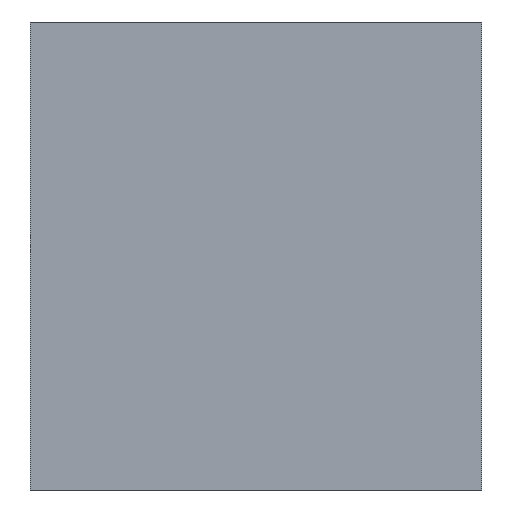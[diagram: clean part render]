
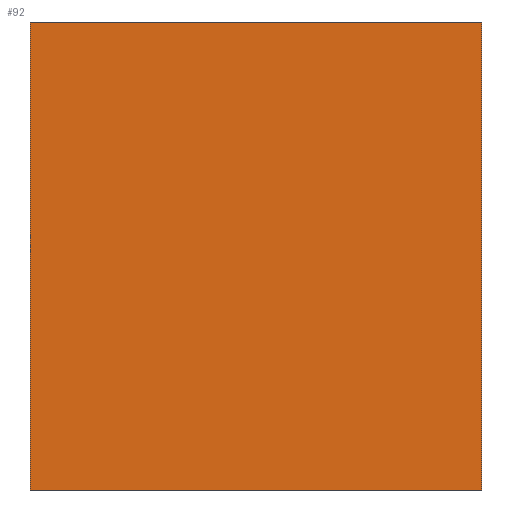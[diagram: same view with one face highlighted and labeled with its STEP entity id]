
A CAD part, front view. The second image highlights one B-rep face of the part: STEP entity #92.
In plain terms, the highlighted planar face has unit normal (0, -1, 0).
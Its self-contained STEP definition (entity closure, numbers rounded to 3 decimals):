
#16 = VECTOR ( 'NONE', #647, 1000. ) ;
#27 = VECTOR ( 'NONE', #70, 1000. ) ;
#40 = ORIENTED_EDGE ( 'NONE', *, *, #725, .F. ) ;
#70 = DIRECTION ( 'NONE',  ( -1., 0., 0. ) ) ;
#92 = ADVANCED_FACE ( 'NONE', ( #285 ), #663, .F. ) ;
#131 = CARTESIAN_POINT ( 'NONE',  ( -86.529, -32., -38.633 ) ) ;
#139 = VERTEX_POINT ( 'NONE', #720 ) ;
#143 = CARTESIAN_POINT ( 'NONE',  ( -86.529, -32., -38.633 ) ) ;
#165 = LINE ( 'NONE', #821, #231 ) ;
#180 = CARTESIAN_POINT ( 'NONE',  ( -86.529, -32., 133.148 ) ) ;
#195 = ORIENTED_EDGE ( 'NONE', *, *, #517, .F. ) ;
#208 = ORIENTED_EDGE ( 'NONE', *, *, #418, .F. ) ;
#231 = VECTOR ( 'NONE', #498, 1000. ) ;
#240 = VERTEX_POINT ( 'NONE', #180 ) ;
#285 = FACE_OUTER_BOUND ( 'NONE', #566, .T. ) ;
#351 = DIRECTION ( 'NONE',  ( 0., 1., 0. ) ) ;
#362 = VERTEX_POINT ( 'NONE', #734 ) ;
#415 = CARTESIAN_POINT ( 'NONE',  ( 0., -32., 0. ) ) ;
#418 = EDGE_CURVE ( 'NONE', #362, #755, #580, .T. ) ;
#442 = LINE ( 'NONE', #508, #796 ) ;
#466 = EDGE_CURVE ( 'NONE', #139, #362, #442, .T. ) ;
#498 = DIRECTION ( 'NONE',  ( 1., 0., 0. ) ) ;
#508 = CARTESIAN_POINT ( 'NONE',  ( 79.26, -32., -38.633 ) ) ;
#517 = EDGE_CURVE ( 'NONE', #755, #240, #712, .T. ) ;
#566 = EDGE_LOOP ( 'NONE', ( #195, #208, #820, #40 ) ) ;
#580 = LINE ( 'NONE', #131, #27 ) ;
#644 = CARTESIAN_POINT ( 'NONE',  ( -86.529, -32., -38.633 ) ) ;
#647 = DIRECTION ( 'NONE',  ( 0., 0., 1. ) ) ;
#654 = AXIS2_PLACEMENT_3D ( 'NONE', #415, #351, #798 ) ;
#663 = PLANE ( 'NONE',  #654 ) ;
#712 = LINE ( 'NONE', #143, #16 ) ;
#720 = CARTESIAN_POINT ( 'NONE',  ( 79.26, -32., 133.148 ) ) ;
#725 = EDGE_CURVE ( 'NONE', #240, #139, #165, .T. ) ;
#734 = CARTESIAN_POINT ( 'NONE',  ( 79.26, -32., -38.633 ) ) ;
#755 = VERTEX_POINT ( 'NONE', #644 ) ;
#796 = VECTOR ( 'NONE', #824, 1000. ) ;
#798 = DIRECTION ( 'NONE',  ( 0., 0., 1. ) ) ;
#820 = ORIENTED_EDGE ( 'NONE', *, *, #466, .F. ) ;
#821 = CARTESIAN_POINT ( 'NONE',  ( -86.529, -32., 133.148 ) ) ;
#824 = DIRECTION ( 'NONE',  ( 0., 0., -1. ) ) ;
